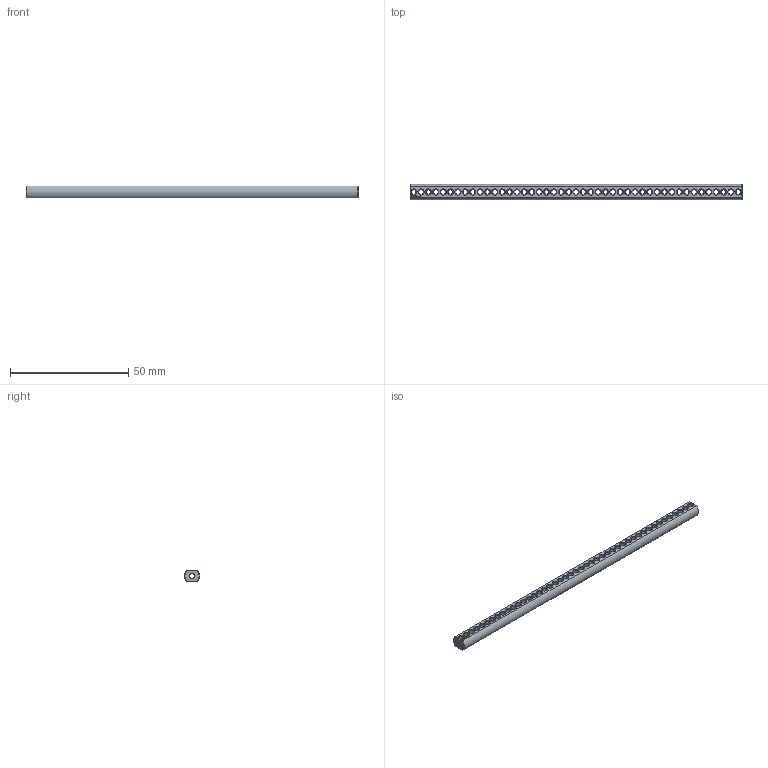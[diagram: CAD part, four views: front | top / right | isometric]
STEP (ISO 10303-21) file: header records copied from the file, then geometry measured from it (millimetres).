
FILE_DESCRIPTION(('FreeCAD Model'),'2;1');
FILE_NAME('Open CASCADE Shape Model','2024-06-18T13:16:42',(''),(''), 'Open CASCADE STEP processor 7.6','FreeCAD','Unknown');
FILE_SCHEMA(('AUTOMOTIVE_DESIGN { 1 0 10303 214 1 1 1 1 }'));
Length unit declared in the file: millimetre
Products named in the file (1): Shaft IDX BU11.25 - SPN-SFT-0165 (stemfie.org)
Bounding box: 140.62 x 6.6 x 5 mm (x, y, z)
Volume: 3209 mm3; surface area: 4059.4 mm2
Topology: 1 solids, 1 shells, 711 faces, 2131 edges, 1358 vertices
Faces by surface type: plane 315, extrusion 164, cylinder 138, cone 94
Full cylindrical faces by diameter (mm): 2 x136
Entity records: 24481 total; most frequent: CARTESIAN_POINT 5185, ORIENTED_EDGE 4262, DIRECTION 3629, EDGE_CURVE 2131, VECTOR 1401, VERTEX_POINT 1358, LINE 1237, AXIS2_PLACEMENT_3D 1114
